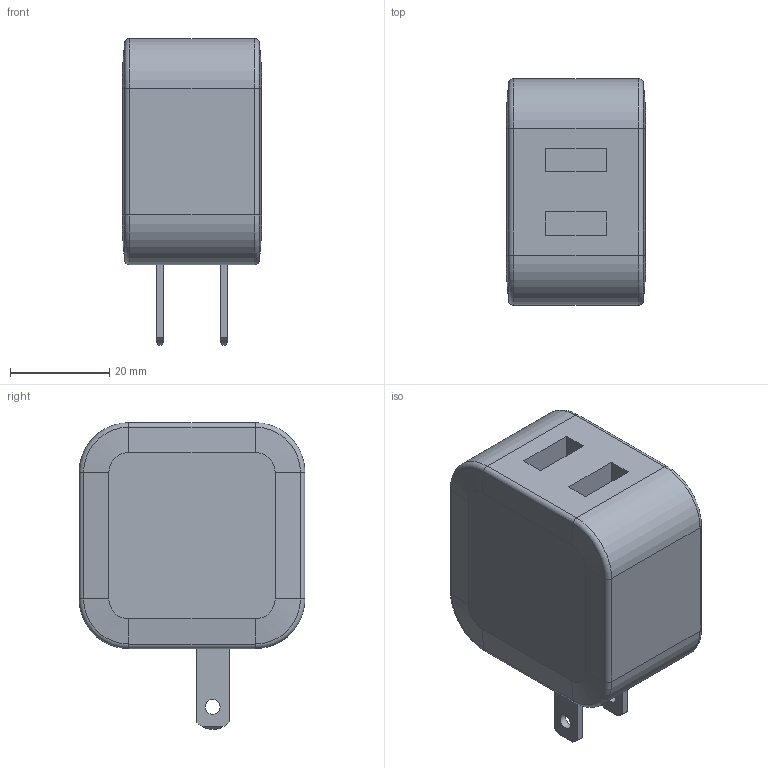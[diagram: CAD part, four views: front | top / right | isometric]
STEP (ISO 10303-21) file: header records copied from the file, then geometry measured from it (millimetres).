
FILE_DESCRIPTION(/* description */ (''),/* implementation_level */ '2;1');
FILE_NAME(/* name */ 'USB_charger.step',/* time_stamp */ '2024-07-12T16:31:40+09:00',/* author */ (''),/* organization */ (''),/* preprocessor_version */ 'ST-DEVELOPER v20',/* originating_system */ 'Autodesk Translation Framework v13.14.0.145',/* authorisation */ '');
FILE_SCHEMA (('AUTOMOTIVE_DESIGN { 1 0 10303 214 3 1 1 }'));
Length unit declared in the file: millimetre
Products named in the file (1): USB_charger
Bounding box: 28 x 45.5 x 61.75 mm (x, y, z)
Volume: 53929.7 mm3; surface area: 9623.7 mm2
Topology: 1 solids, 1 shells, 72 faces, 166 edges, 100 vertices
Faces by surface type: plane 38, cylinder 18, torus 8, cone 8
Full cylindrical faces by diameter (mm): 3 x2
Entity records: 2089 total; most frequent: DIRECTION 372, CARTESIAN_POINT 339, ORIENTED_EDGE 332, EDGE_CURVE 166, AXIS2_PLACEMENT_3D 133, LINE 106, VECTOR 106, VERTEX_POINT 100
